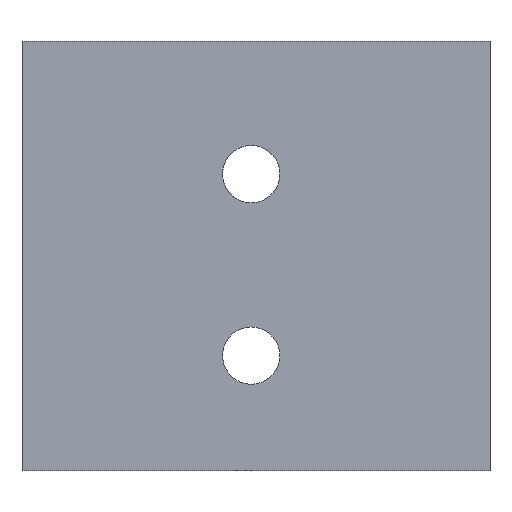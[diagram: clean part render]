
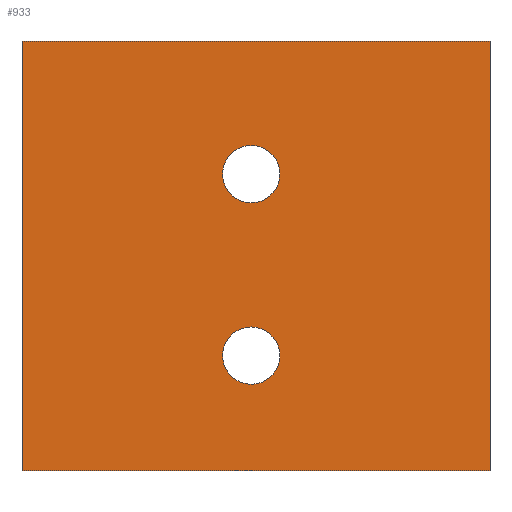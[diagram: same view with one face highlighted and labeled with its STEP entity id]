
A CAD part, left-side view. The second image highlights one B-rep face of the part: STEP entity #933.
In plain terms, the highlighted planar face has unit normal (-1, 0, 0).
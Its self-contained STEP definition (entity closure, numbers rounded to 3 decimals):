
#35=FACE_BOUND('',#143,.T.);
#36=FACE_BOUND('',#144,.T.);
#53=CIRCLE('',#1015,3.);
#54=CIRCLE('',#1016,3.);
#86=FACE_OUTER_BOUND('',#142,.T.);
#142=EDGE_LOOP('',(#754,#755,#756,#757));
#143=EDGE_LOOP('',(#758));
#144=EDGE_LOOP('',(#759));
#243=LINE('',#1478,#353);
#244=LINE('',#1480,#354);
#245=LINE('',#1482,#355);
#246=LINE('',#1483,#356);
#353=VECTOR('',#1207,10.);
#354=VECTOR('',#1208,10.);
#355=VECTOR('',#1209,10.);
#356=VECTOR('',#1210,10.);
#452=VERTEX_POINT('',#1476);
#453=VERTEX_POINT('',#1477);
#454=VERTEX_POINT('',#1479);
#455=VERTEX_POINT('',#1481);
#456=VERTEX_POINT('',#1484);
#457=VERTEX_POINT('',#1486);
#563=EDGE_CURVE('',#452,#453,#243,.T.);
#564=EDGE_CURVE('',#452,#454,#244,.T.);
#565=EDGE_CURVE('',#454,#455,#245,.T.);
#566=EDGE_CURVE('',#453,#455,#246,.T.);
#567=EDGE_CURVE('',#456,#456,#53,.T.);
#568=EDGE_CURVE('',#457,#457,#54,.T.);
#754=ORIENTED_EDGE('',*,*,#563,.F.);
#755=ORIENTED_EDGE('',*,*,#564,.T.);
#756=ORIENTED_EDGE('',*,*,#565,.T.);
#757=ORIENTED_EDGE('',*,*,#566,.F.);
#758=ORIENTED_EDGE('',*,*,#567,.F.);
#759=ORIENTED_EDGE('',*,*,#568,.F.);
#884=PLANE('',#1014);
#933=ADVANCED_FACE('',(#86,#35,#36),#884,.F.);
#1014=AXIS2_PLACEMENT_3D('',#1475,#1205,#1206);
#1015=AXIS2_PLACEMENT_3D('',#1485,#1211,#1212);
#1016=AXIS2_PLACEMENT_3D('',#1487,#1213,#1214);
#1205=DIRECTION('center_axis',(1.,0.,0.));
#1206=DIRECTION('ref_axis',(0.,1.,0.));
#1207=DIRECTION('',(0.,1.,0.));
#1208=DIRECTION('',(0.,0.,1.));
#1209=DIRECTION('',(0.,1.,0.));
#1210=DIRECTION('',(0.,0.,1.));
#1211=DIRECTION('center_axis',(-1.,0.,0.));
#1212=DIRECTION('ref_axis',(0.,1.,0.));
#1213=DIRECTION('center_axis',(-1.,0.,0.));
#1214=DIRECTION('ref_axis',(0.,1.,0.));
#1475=CARTESIAN_POINT('Origin',(-165.924,285.7,25.7));
#1476=CARTESIAN_POINT('',(-165.924,260.7,3.2));
#1477=CARTESIAN_POINT('',(-165.924,309.7,3.2));
#1478=CARTESIAN_POINT('',(-165.924,285.7,3.2));
#1479=CARTESIAN_POINT('',(-165.924,260.7,48.2));
#1480=CARTESIAN_POINT('',(-165.924,260.7,3.2));
#1481=CARTESIAN_POINT('',(-165.924,309.7,48.2));
#1482=CARTESIAN_POINT('',(-165.924,269.,48.2));
#1483=CARTESIAN_POINT('',(-165.924,309.7,3.2));
#1484=CARTESIAN_POINT('',(-165.924,282.7,34.27));
#1485=CARTESIAN_POINT('Origin',(-165.924,285.7,34.27));
#1486=CARTESIAN_POINT('',(-165.924,282.7,15.27));
#1487=CARTESIAN_POINT('Origin',(-165.924,285.7,15.27));
